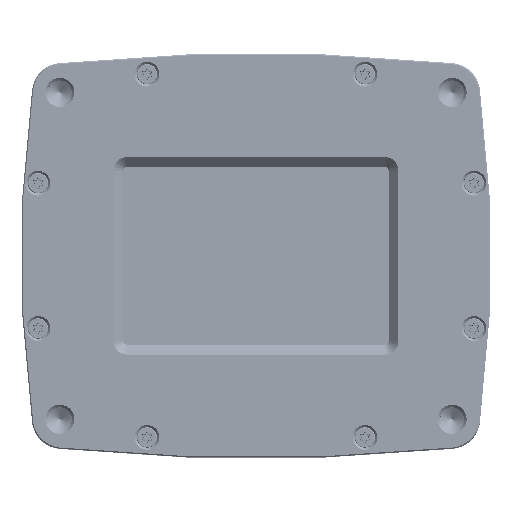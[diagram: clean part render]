
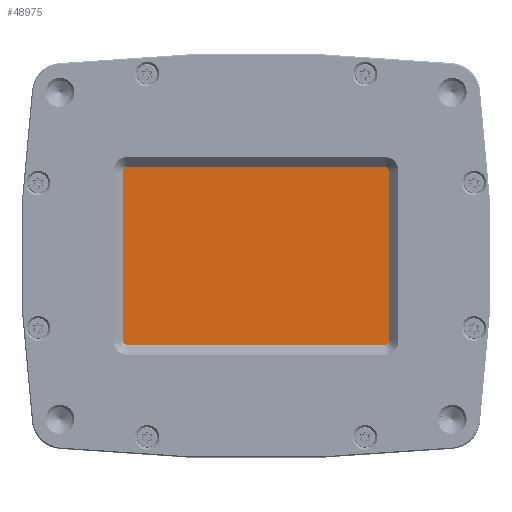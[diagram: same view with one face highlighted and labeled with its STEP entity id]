
A CAD part, top view. The second image highlights one B-rep face of the part: STEP entity #48975.
In plain terms, the highlighted planar face has unit normal (0, 0, 1).
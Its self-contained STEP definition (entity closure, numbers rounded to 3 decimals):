
#31262=LINE('',#189747,#43380);
#31266=LINE('',#189756,#43384);
#31270=LINE('',#189765,#43388);
#31272=LINE('',#189769,#43390);
#31280=LINE('',#189783,#43398);
#31281=LINE('',#189784,#43399);
#31282=LINE('',#189785,#43400);
#31283=LINE('',#189786,#43401);
#43380=VECTOR('',#155242,1.);
#43384=VECTOR('',#155248,1.);
#43388=VECTOR('',#155254,1.);
#43390=VECTOR('',#155258,1.);
#43398=VECTOR('',#155270,1.);
#43399=VECTOR('',#155271,1.);
#43400=VECTOR('',#155272,1.);
#43401=VECTOR('',#155273,1.);
#48975=ADVANCED_FACE('',(#58466),#53228,.T.);
#53228=PLANE('',#127826);
#58466=FACE_OUTER_BOUND('',#64736,.T.);
#64736=EDGE_LOOP('',(#93735,#93736,#93737,#93738,#93739,#93740,#93741,#93742));
#93735=ORIENTED_EDGE('',*,*,#118120,.T.);
#93736=ORIENTED_EDGE('',*,*,#118130,.T.);
#93737=ORIENTED_EDGE('',*,*,#118122,.T.);
#93738=ORIENTED_EDGE('',*,*,#118131,.T.);
#93739=ORIENTED_EDGE('',*,*,#118112,.T.);
#93740=ORIENTED_EDGE('',*,*,#118132,.T.);
#93741=ORIENTED_EDGE('',*,*,#118116,.T.);
#93742=ORIENTED_EDGE('',*,*,#118133,.T.);
#103589=VERTEX_POINT('',#189746);
#103590=VERTEX_POINT('',#189748);
#103593=VERTEX_POINT('',#189755);
#103594=VERTEX_POINT('',#189757);
#103597=VERTEX_POINT('',#189764);
#103598=VERTEX_POINT('',#189766);
#103599=VERTEX_POINT('',#189770);
#103600=VERTEX_POINT('',#189771);
#118112=EDGE_CURVE('',#103590,#103589,#31262,.T.);
#118116=EDGE_CURVE('',#103594,#103593,#31266,.T.);
#118120=EDGE_CURVE('',#103598,#103597,#31270,.T.);
#118122=EDGE_CURVE('',#103599,#103600,#31272,.T.);
#118130=EDGE_CURVE('',#103597,#103599,#31280,.T.);
#118131=EDGE_CURVE('',#103600,#103590,#31281,.T.);
#118132=EDGE_CURVE('',#103589,#103594,#31282,.T.);
#118133=EDGE_CURVE('',#103593,#103598,#31283,.T.);
#127826=AXIS2_PLACEMENT_3D('',#189787,#155274,#155275);
#155242=DIRECTION('',(1.,0.,0.));
#155248=DIRECTION('',(0.,1.,0.));
#155254=DIRECTION('',(-1.,0.,0.));
#155258=DIRECTION('',(0.,-1.,0.));
#155270=DIRECTION('',(-0.707,-0.707,0.));
#155271=DIRECTION('',(0.707,-0.707,0.));
#155272=DIRECTION('',(0.707,0.707,0.));
#155273=DIRECTION('',(-0.707,0.707,0.));
#155274=DIRECTION('',(0.,0.,1.));
#155275=DIRECTION('',(1.,0.,0.));
#189746=CARTESIAN_POINT('',(22.,-17.,0.5));
#189747=CARTESIAN_POINT('',(-22.5,-17.,0.5));
#189748=CARTESIAN_POINT('',(-22.,-17.,0.5));
#189755=CARTESIAN_POINT('',(22.5,16.5,0.5));
#189756=CARTESIAN_POINT('',(22.5,-17.,0.5));
#189757=CARTESIAN_POINT('',(22.5,-16.5,0.5));
#189764=CARTESIAN_POINT('',(-22.,17.,0.5));
#189765=CARTESIAN_POINT('',(22.5,17.,0.5));
#189766=CARTESIAN_POINT('',(22.,17.,0.5));
#189769=CARTESIAN_POINT('',(-22.5,17.,0.5));
#189770=CARTESIAN_POINT('',(-22.5,16.5,0.5));
#189771=CARTESIAN_POINT('',(-22.5,-16.5,0.5));
#189783=CARTESIAN_POINT('',(-19.5,19.5,0.5));
#189784=CARTESIAN_POINT('',(-19.5,-19.5,0.5));
#189785=CARTESIAN_POINT('',(19.5,-19.5,0.5));
#189786=CARTESIAN_POINT('',(19.5,19.5,0.5));
#189787=CARTESIAN_POINT('',(0.,0.,0.5));
